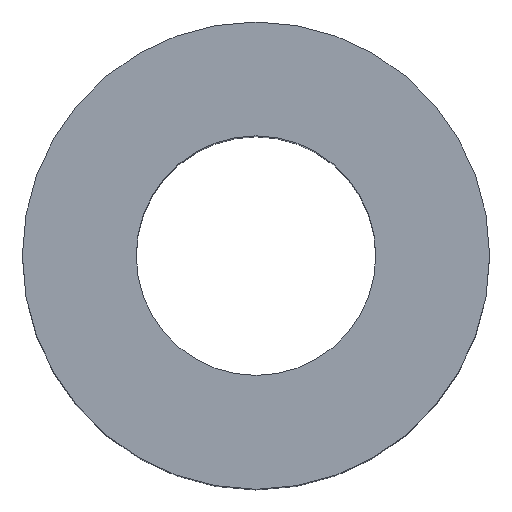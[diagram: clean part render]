
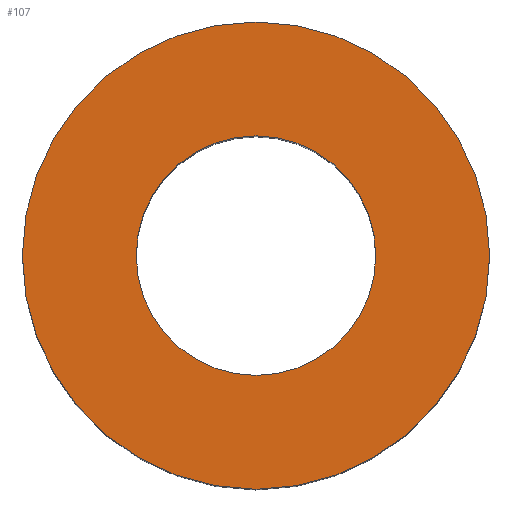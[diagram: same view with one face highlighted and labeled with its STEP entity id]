
A CAD part, top view. The second image highlights one B-rep face of the part: STEP entity #107.
In plain terms, the highlighted planar face has unit normal (0, 0, 1).
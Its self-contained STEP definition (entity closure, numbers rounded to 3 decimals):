
#97=PLANE('',#192);
#101=FACE_OUTER_BOUND('',#133,.T.);
#107=ADVANCED_FACE('',(#101,#121),#97,.T.);
#121=FACE_BOUND('',#134,.T.);
#133=EDGE_LOOP('',(#149));
#134=EDGE_LOOP('',(#150));
#149=ORIENTED_EDGE('',*,*,#170,.T.);
#150=ORIENTED_EDGE('',*,*,#171,.F.);
#162=VERTEX_POINT('',#240);
#163=VERTEX_POINT('',#243);
#170=EDGE_CURVE('',#162,#162,#178,.T.);
#171=EDGE_CURVE('',#163,#163,#179,.T.);
#178=CIRCLE('',#187,9.75);
#179=CIRCLE('',#189,5.);
#187=AXIS2_PLACEMENT_3D('',#239,#206,#207);
#189=AXIS2_PLACEMENT_3D('',#242,#210,#211);
#192=AXIS2_PLACEMENT_3D('',#247,#216,#217);
#206=DIRECTION('',(0.,0.,1.));
#207=DIRECTION('',(1.,0.,0.));
#210=DIRECTION('',(0.,0.,1.));
#211=DIRECTION('',(1.,0.,0.));
#216=DIRECTION('',(0.,0.,1.));
#217=DIRECTION('',(1.,0.,0.));
#239=CARTESIAN_POINT('',(0.,0.,25.));
#240=CARTESIAN_POINT('',(9.75,0.,25.));
#242=CARTESIAN_POINT('',(0.,0.,25.));
#243=CARTESIAN_POINT('',(5.,0.,25.));
#247=CARTESIAN_POINT('',(0.,0.,25.));
